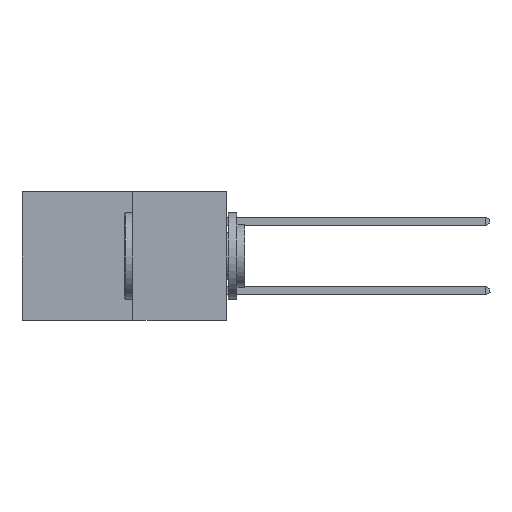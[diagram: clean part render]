
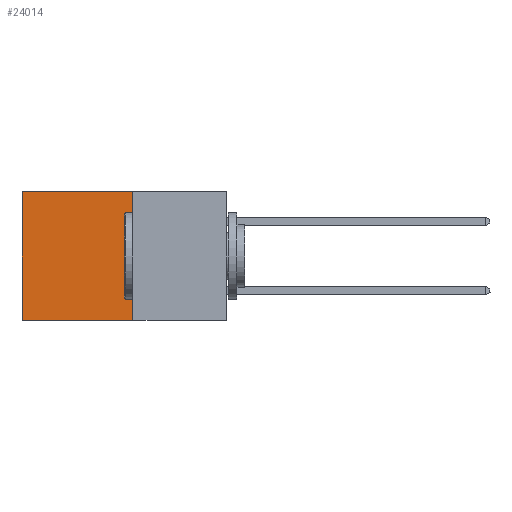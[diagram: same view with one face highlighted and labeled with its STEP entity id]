
A CAD part, left-side view. The second image highlights one B-rep face of the part: STEP entity #24014.
In plain terms, the highlighted planar face has unit normal (-1, 0, 0).
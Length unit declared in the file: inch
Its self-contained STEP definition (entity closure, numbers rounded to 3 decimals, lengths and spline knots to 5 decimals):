
#570 = VECTOR ( 'NONE', #16232, 39.37008 ) ;
#847 = VERTEX_POINT ( 'NONE', #26078 ) ;
#1279 = CARTESIAN_POINT ( 'NONE',  ( 0.277, 0.27, -0.37 ) ) ;
#5349 = VERTEX_POINT ( 'NONE', #14049 ) ;
#6722 = EDGE_CURVE ( 'NONE', #16959, #847, #7743, .T. ) ;
#7743 = LINE ( 'NONE', #29676, #15121 ) ;
#7872 = EDGE_CURVE ( 'NONE', #15390, #847, #20507, .T. ) ;
#8061 = CARTESIAN_POINT ( 'NONE',  ( 0.277, 0.59, 0. ) ) ;
#9376 = LINE ( 'NONE', #13012, #28473 ) ;
#9761 = DIRECTION ( 'NONE',  ( 0., 0., -1. ) ) ;
#10672 = DIRECTION ( 'NONE',  ( 1., 0., 0. ) ) ;
#11080 = LINE ( 'NONE', #25121, #16950 ) ;
#12024 = EDGE_CURVE ( 'NONE', #5349, #16959, #9376, .T. ) ;
#12995 = ORIENTED_EDGE ( 'NONE', *, *, #12024, .T. ) ;
#13012 = CARTESIAN_POINT ( 'NONE',  ( 0.277, 0.27, 0. ) ) ;
#13314 = EDGE_LOOP ( 'NONE', ( #31860, #27508, #26419, #12995 ) ) ;
#14049 = CARTESIAN_POINT ( 'NONE',  ( 0.277, 0.27, 0. ) ) ;
#14105 = FACE_OUTER_BOUND ( 'NONE', #13314, .T. ) ;
#15121 = VECTOR ( 'NONE', #9761, 39.37008 ) ;
#15390 = VERTEX_POINT ( 'NONE', #25218 ) ;
#16232 = DIRECTION ( 'NONE',  ( 0., 1., 0. ) ) ;
#16950 = VECTOR ( 'NONE', #19931, 39.37008 ) ;
#16959 = VERTEX_POINT ( 'NONE', #8061 ) ;
#19931 = DIRECTION ( 'NONE',  ( 0., 0., -1. ) ) ;
#20507 = LINE ( 'NONE', #1279, #570 ) ;
#22379 = EDGE_CURVE ( 'NONE', #5349, #15390, #11080, .T. ) ;
#23114 = PLANE ( 'NONE',  #28442 ) ;
#24014 = ADVANCED_FACE ( 'NONE', ( #14105 ), #23114, .F. ) ;
#25121 = CARTESIAN_POINT ( 'NONE',  ( 0.277, 0.27, -0.37 ) ) ;
#25218 = CARTESIAN_POINT ( 'NONE',  ( 0.277, 0.27, -0.37 ) ) ;
#25446 = DIRECTION ( 'NONE',  ( 0., 1., 0. ) ) ;
#25607 = CARTESIAN_POINT ( 'NONE',  ( 0.277, 0.27, -0.37 ) ) ;
#26078 = CARTESIAN_POINT ( 'NONE',  ( 0.277, 0.59, -0.37 ) ) ;
#26419 = ORIENTED_EDGE ( 'NONE', *, *, #22379, .F. ) ;
#27508 = ORIENTED_EDGE ( 'NONE', *, *, #7872, .F. ) ;
#28116 = DIRECTION ( 'NONE',  ( 0., 0., -1. ) ) ;
#28442 = AXIS2_PLACEMENT_3D ( 'NONE', #25607, #10672, #28116 ) ;
#28473 = VECTOR ( 'NONE', #25446, 39.37008 ) ;
#29676 = CARTESIAN_POINT ( 'NONE',  ( 0.277, 0.59, -0.37 ) ) ;
#31860 = ORIENTED_EDGE ( 'NONE', *, *, #6722, .T. ) ;
